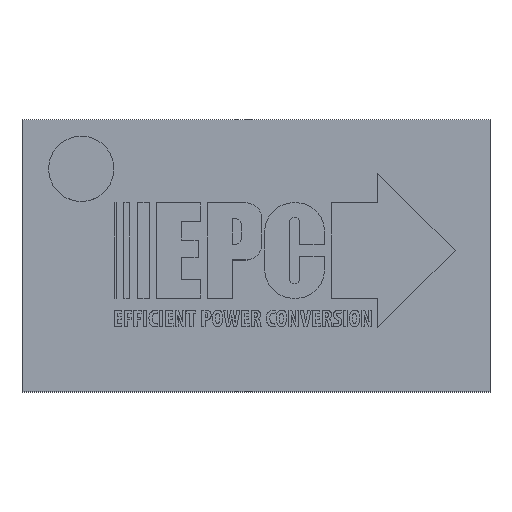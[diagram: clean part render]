
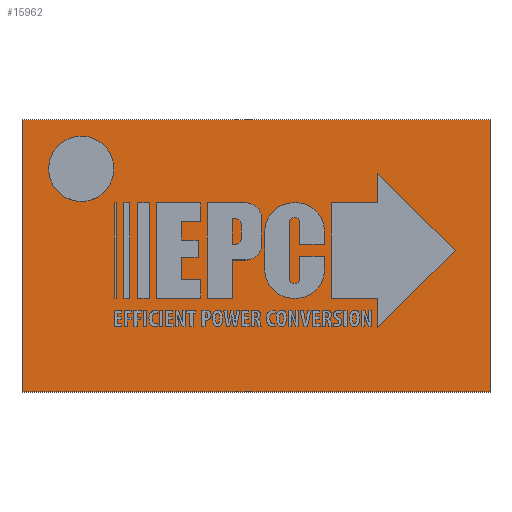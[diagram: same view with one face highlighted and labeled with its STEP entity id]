
A CAD part, top view. The second image highlights one B-rep face of the part: STEP entity #15962.
In plain terms, the highlighted planar face has unit normal (0, 0, 1).
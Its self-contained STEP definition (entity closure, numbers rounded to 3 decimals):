
#15833 = VERTEX_POINT('',#15834);
#15834 = CARTESIAN_POINT('',(1.075,-0.625,0.518));
#15840 = EDGE_CURVE('',#15833,#15841,#15843,.T.);
#15841 = VERTEX_POINT('',#15842);
#15842 = CARTESIAN_POINT('',(-1.075,-0.625,0.518));
#15843 = LINE('',#15844,#15845);
#15844 = CARTESIAN_POINT('',(1.075,-0.625,0.518));
#15845 = VECTOR('',#15846,1.);
#15846 = DIRECTION('',(-1.,0.,0.));
#15871 = EDGE_CURVE('',#15841,#15872,#15874,.T.);
#15872 = VERTEX_POINT('',#15873);
#15873 = CARTESIAN_POINT('',(-1.075,0.625,0.518));
#15874 = LINE('',#15875,#15876);
#15875 = CARTESIAN_POINT('',(-1.075,-0.625,0.518));
#15876 = VECTOR('',#15877,1.);
#15877 = DIRECTION('',(0.,1.,0.));
#15902 = EDGE_CURVE('',#15872,#15903,#15905,.T.);
#15903 = VERTEX_POINT('',#15904);
#15904 = CARTESIAN_POINT('',(1.075,0.625,0.518));
#15905 = LINE('',#15906,#15907);
#15906 = CARTESIAN_POINT('',(-1.075,0.625,0.518));
#15907 = VECTOR('',#15908,1.);
#15908 = DIRECTION('',(1.,0.,0.));
#15933 = EDGE_CURVE('',#15903,#15833,#15934,.T.);
#15934 = LINE('',#15935,#15936);
#15935 = CARTESIAN_POINT('',(1.075,0.625,0.518));
#15936 = VECTOR('',#15937,1.);
#15937 = DIRECTION('',(0.,-1.,0.));
#15962 = ADVANCED_FACE('',(#15963),#15969,.T.);
#15963 = FACE_BOUND('',#15964,.F.);
#15964 = EDGE_LOOP('',(#15965,#15966,#15967,#15968));
#15965 = ORIENTED_EDGE('',*,*,#15840,.T.);
#15966 = ORIENTED_EDGE('',*,*,#15871,.T.);
#15967 = ORIENTED_EDGE('',*,*,#15902,.T.);
#15968 = ORIENTED_EDGE('',*,*,#15933,.T.);
#15969 = PLANE('',#15970);
#15970 = AXIS2_PLACEMENT_3D('',#15971,#15972,#15973);
#15971 = CARTESIAN_POINT('',(1.075,-0.625,0.518));
#15972 = DIRECTION('',(0.,0.,1.));
#15973 = DIRECTION('',(1.,0.,-0.));
